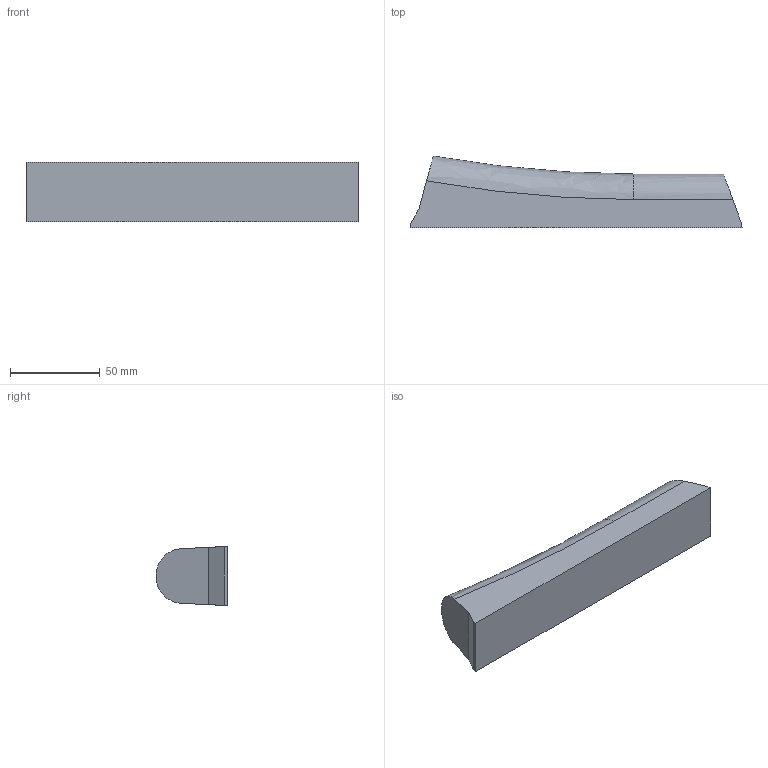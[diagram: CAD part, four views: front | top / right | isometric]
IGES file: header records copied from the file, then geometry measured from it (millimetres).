
Start section: SolidWorks IGES file using analytic representation for surfaces
Global section: file name: Rundung.IGS; native system: SolidWorks 2012; preprocessor: SolidWorks 2012; author: pgassmann; date: 120807.094801; units: millimetre
Bounding box: 185 x 40 x 33 mm (x, y, z)
Volume: 162461.7 mm3; surface area: 22495 mm2
Topology: 1 solids, 1 shells, 14 faces, 35 edges, 22 vertices
Faces by surface type: plane 9, revolution 3, bspline 2
